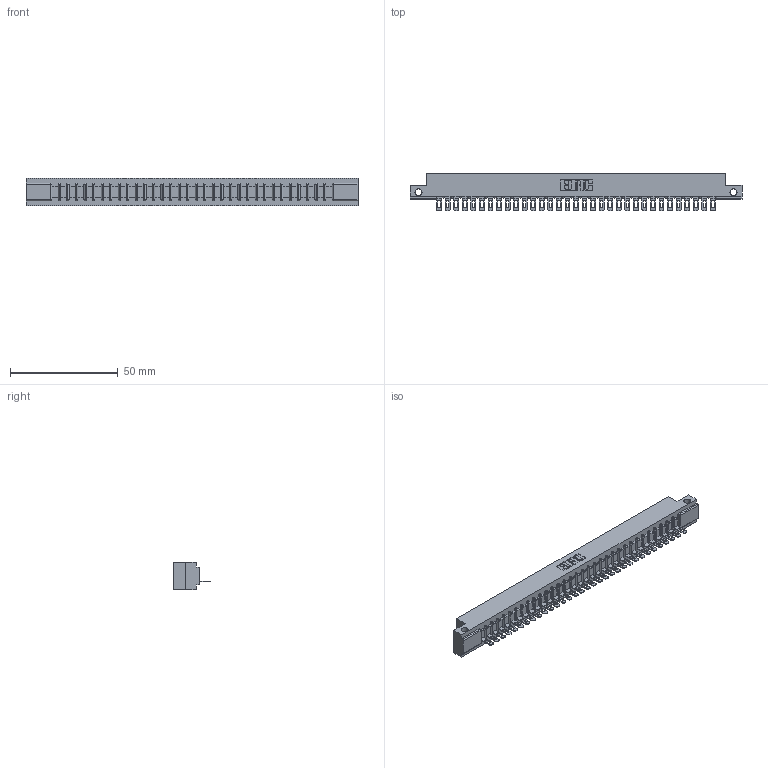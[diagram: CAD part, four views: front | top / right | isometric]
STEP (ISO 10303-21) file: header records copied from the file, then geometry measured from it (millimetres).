
FILE_DESCRIPTION (( 'STEP AP203' ), '1' );
FILE_NAME ('307-033-501-112.STEP', '2018-08-04T23:47:12', ( '' ), ( '' ), 'SwSTEP 2.0', 'SolidWorks 2016', '' );
FILE_SCHEMA (( 'CONFIG_CONTROL_DESIGN' ));
Length unit declared in the file: inch
Products named in the file (3): 307 Part_.128 Dia Side Mounting Holes; 307-290-002_501; 307-033-501-112
Assembly tree (34 placements, depth 2):
  307-033-501-112
    307 Part_.128 Dia Side Mounting Holes
    307-290-002_501  x33
Bounding box: 153.77 x 17.42 x 12.7 mm (x, y, z)
Volume: 16275 mm3; surface area: 20478.5 mm2
Topology: 34 solids, 34 shells, 2660 faces, 8177 edges, 5358 vertices
Faces by surface type: plane 1522, cylinder 1070, sphere 68
Entity records: 30196 total; most frequent: CARTESIAN_POINT 5092, ORIENTED_EDGE 5082, DIRECTION 4955, EDGE_CURVE 2541, LINE 1937, VECTOR 1937, VERTEX_POINT 1646, AXIS2_PLACEMENT_3D 1509
